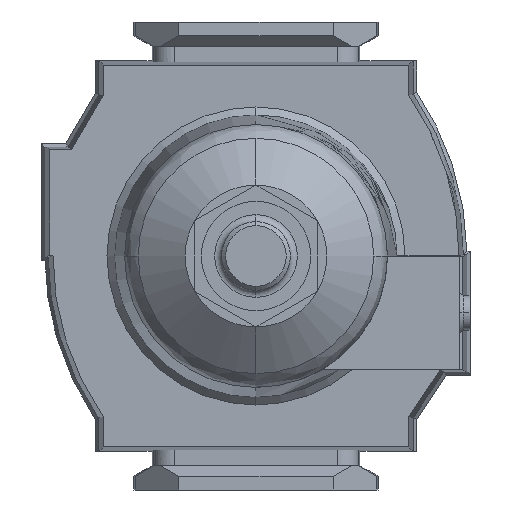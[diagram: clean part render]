
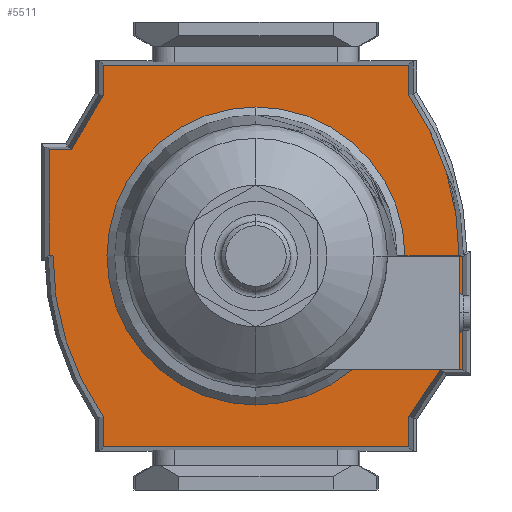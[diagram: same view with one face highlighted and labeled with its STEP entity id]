
A CAD part, front view. The second image highlights one B-rep face of the part: STEP entity #5511.
In plain terms, the highlighted planar face has unit normal (0, -1, 0).
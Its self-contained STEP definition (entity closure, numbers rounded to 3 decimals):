
#295 = DIRECTION ( 'NONE',  ( 0., 0., 1. ) ) ;
#380 = CARTESIAN_POINT ( 'NONE',  ( -0.1, -38.5, -30. ) ) ;
#445 = LINE ( 'NONE', #1314, #532 ) ;
#532 = VECTOR ( 'NONE', #8696, 1000. ) ;
#614 = EDGE_CURVE ( 'NONE', #11375, #9424, #7706, .T. ) ;
#689 = CARTESIAN_POINT ( 'NONE',  ( -15.5, -38.5, -30. ) ) ;
#825 = LINE ( 'NONE', #9894, #2851 ) ;
#912 = AXIS2_PLACEMENT_3D ( 'NONE', #3456, #8080, #11679 ) ;
#942 = ORIENTED_EDGE ( 'NONE', *, *, #4561, .F. ) ;
#1155 = EDGE_CURVE ( 'NONE', #9424, #2862, #5604, .T. ) ;
#1220 = DIRECTION ( 'NONE',  ( 0., 1., 0. ) ) ;
#1272 = CARTESIAN_POINT ( 'NONE',  ( -23.35, -38.5, -22.2 ) ) ;
#1276 = DIRECTION ( 'NONE',  ( 0., 0., 1. ) ) ;
#1300 = CARTESIAN_POINT ( 'NONE',  ( -23.381, -38.5, 22.202 ) ) ;
#1314 = CARTESIAN_POINT ( 'NONE',  ( 0.1, -38.5, 30. ) ) ;
#1473 = VERTEX_POINT ( 'NONE', #1300 ) ;
#1605 = LINE ( 'NONE', #6111, #9544 ) ;
#1680 = DIRECTION ( 'NONE',  ( -1., 0., 0. ) ) ;
#1686 = ORIENTED_EDGE ( 'NONE', *, *, #11318, .F. ) ;
#1695 = CIRCLE ( 'NONE', #2638, 41.1 ) ;
#1709 = VERTEX_POINT ( 'NONE', #7137 ) ;
#1768 = VECTOR ( 'NONE', #5094, 1000. ) ;
#1933 = CARTESIAN_POINT ( 'NONE',  ( -15.502, -38.5, -26.799 ) ) ;
#1949 = EDGE_CURVE ( 'NONE', #8450, #2181, #11057, .T. ) ;
#2050 = EDGE_CURVE ( 'NONE', #11364, #8450, #9229, .T. ) ;
#2118 = EDGE_CURVE ( 'NONE', #8609, #5848, #1695, .T. ) ;
#2174 = AXIS2_PLACEMENT_3D ( 'NONE', #5650, #5761, #9301 ) ;
#2181 = VERTEX_POINT ( 'NONE', #7826 ) ;
#2368 = CARTESIAN_POINT ( 'NONE',  ( 16.5, -38.5, 30.005 ) ) ;
#2434 = DIRECTION ( 'NONE',  ( -1., 0., 0. ) ) ;
#2549 = ORIENTED_EDGE ( 'NONE', *, *, #1949, .F. ) ;
#2555 = CARTESIAN_POINT ( 'NONE',  ( 16.5, -38.5, 26.8 ) ) ;
#2584 = CARTESIAN_POINT ( 'NONE',  ( 0.1, -38.5, 29.5 ) ) ;
#2605 = ORIENTED_EDGE ( 'NONE', *, *, #6452, .F. ) ;
#2638 = AXIS2_PLACEMENT_3D ( 'NONE', #11325, #1220, #1276 ) ;
#2786 = CARTESIAN_POINT ( 'NONE',  ( -27.75, -38.5, 22.2 ) ) ;
#2791 = VERTEX_POINT ( 'NONE', #1272 ) ;
#2828 = ORIENTED_EDGE ( 'NONE', *, *, #8898, .F. ) ;
#2838 = DIRECTION ( 'NONE',  ( 0., 0., 1. ) ) ;
#2851 = VECTOR ( 'NONE', #1680, 1000. ) ;
#2858 = CARTESIAN_POINT ( 'NONE',  ( 16.5, -38.5, 26.8 ) ) ;
#2862 = VERTEX_POINT ( 'NONE', #11596 ) ;
#3040 = VECTOR ( 'NONE', #6051, 1000. ) ;
#3447 = ORIENTED_EDGE ( 'NONE', *, *, #8430, .F. ) ;
#3456 = CARTESIAN_POINT ( 'NONE',  ( -28.86, -38.5, 31.2 ) ) ;
#3552 = CARTESIAN_POINT ( 'NONE',  ( 27.75, -38.5, -22.2 ) ) ;
#3564 = ORIENTED_EDGE ( 'NONE', *, *, #5283, .F. ) ;
#3605 = CARTESIAN_POINT ( 'NONE',  ( -0.1, -38.5, -29.5 ) ) ;
#4215 = EDGE_LOOP ( 'NONE', ( #7531, #6252, #2549, #10978, #6738, #2605, #3564, #2828, #4734, #8462, #5132, #1686, #3447, #7428, #8602, #4758, #942 ) ) ;
#4265 = DIRECTION ( 'NONE',  ( 0., 0., -1. ) ) ;
#4337 = DIRECTION ( 'NONE',  ( 1., 0., 0. ) ) ;
#4345 = VERTEX_POINT ( 'NONE', #3605 ) ;
#4403 = LINE ( 'NONE', #8182, #8608 ) ;
#4509 = CIRCLE ( 'NONE', #2174, 41.1 ) ;
#4561 = EDGE_CURVE ( 'NONE', #1709, #7198, #11007, .T. ) ;
#4658 = CIRCLE ( 'NONE', #6757, 41.1 ) ;
#4734 = ORIENTED_EDGE ( 'NONE', *, *, #9164, .F. ) ;
#4758 = ORIENTED_EDGE ( 'NONE', *, *, #8242, .F. ) ;
#4910 = EDGE_CURVE ( 'NONE', #4345, #11364, #11483, .T. ) ;
#5094 = DIRECTION ( 'NONE',  ( 0.831, 0., -0.557 ) ) ;
#5132 = ORIENTED_EDGE ( 'NONE', *, *, #614, .F. ) ;
#5155 = CARTESIAN_POINT ( 'NONE',  ( -27.75, -38.5, 22.2 ) ) ;
#5283 = EDGE_CURVE ( 'NONE', #10086, #6334, #825, .T. ) ;
#5407 = LINE ( 'NONE', #3552, #5549 ) ;
#5509 = VERTEX_POINT ( 'NONE', #6157 ) ;
#5511 = ADVANCED_FACE ( 'NONE', ( #9100 ), #11569, .T. ) ;
#5529 = DIRECTION ( 'NONE',  ( -0.863, 0., 0.506 ) ) ;
#5549 = VECTOR ( 'NONE', #4265, 1000. ) ;
#5604 = LINE ( 'NONE', #8746, #1768 ) ;
#5650 = CARTESIAN_POINT ( 'NONE',  ( 0., -38.5, -11.6 ) ) ;
#5761 = DIRECTION ( 'NONE',  ( 0., 1., 0. ) ) ;
#5839 = VECTOR ( 'NONE', #8756, 1000. ) ;
#5848 = VERTEX_POINT ( 'NONE', #2584 ) ;
#6051 = DIRECTION ( 'NONE',  ( 0., 0., 1. ) ) ;
#6111 = CARTESIAN_POINT ( 'NONE',  ( -27.75, -38.5, -22.2 ) ) ;
#6157 = CARTESIAN_POINT ( 'NONE',  ( 27.75, -38.5, 22.2 ) ) ;
#6252 = ORIENTED_EDGE ( 'NONE', *, *, #9050, .F. ) ;
#6334 = VERTEX_POINT ( 'NONE', #7231 ) ;
#6364 = CARTESIAN_POINT ( 'NONE',  ( 0.1, -38.5, 30. ) ) ;
#6452 = EDGE_CURVE ( 'NONE', #6334, #4345, #4658, .T. ) ;
#6601 = CARTESIAN_POINT ( 'NONE',  ( -23.35, -38.5, -22.2 ) ) ;
#6738 = ORIENTED_EDGE ( 'NONE', *, *, #4910, .F. ) ;
#6757 = AXIS2_PLACEMENT_3D ( 'NONE', #8564, #11348, #295 ) ;
#6950 = VECTOR ( 'NONE', #10071, 1000. ) ;
#7067 = CARTESIAN_POINT ( 'NONE',  ( 16.5, -38.5, 30.005 ) ) ;
#7137 = CARTESIAN_POINT ( 'NONE',  ( -27.75, -38.5, -22.2 ) ) ;
#7198 = VERTEX_POINT ( 'NONE', #5155 ) ;
#7231 = CARTESIAN_POINT ( 'NONE',  ( 23.383, -38.5, -22.2 ) ) ;
#7428 = ORIENTED_EDGE ( 'NONE', *, *, #2118, .F. ) ;
#7441 = EDGE_CURVE ( 'NONE', #1473, #8609, #4509, .T. ) ;
#7531 = ORIENTED_EDGE ( 'NONE', *, *, #8633, .F. ) ;
#7706 = LINE ( 'NONE', #2858, #6950 ) ;
#7708 = DIRECTION ( 'NONE',  ( -1., 0., 0. ) ) ;
#7789 = DIRECTION ( 'NONE',  ( 1., 0., 0. ) ) ;
#7826 = CARTESIAN_POINT ( 'NONE',  ( -15.502, -38.5, -26.799 ) ) ;
#8030 = VECTOR ( 'NONE', #2838, 1000. ) ;
#8080 = DIRECTION ( 'NONE',  ( 0., -1., 0. ) ) ;
#8087 = CARTESIAN_POINT ( 'NONE',  ( -15.5, -38.5, -30. ) ) ;
#8182 = CARTESIAN_POINT ( 'NONE',  ( -23.381, -38.5, 22.202 ) ) ;
#8242 = EDGE_CURVE ( 'NONE', #7198, #1473, #4403, .T. ) ;
#8347 = CARTESIAN_POINT ( 'NONE',  ( 27.75, -38.5, 22.2 ) ) ;
#8430 = EDGE_CURVE ( 'NONE', #5848, #9148, #445, .T. ) ;
#8450 = VERTEX_POINT ( 'NONE', #689 ) ;
#8462 = ORIENTED_EDGE ( 'NONE', *, *, #1155, .F. ) ;
#8564 = CARTESIAN_POINT ( 'NONE',  ( 0., -38.5, 11.6 ) ) ;
#8582 = VECTOR ( 'NONE', #7708, 1000. ) ;
#8602 = ORIENTED_EDGE ( 'NONE', *, *, #7441, .F. ) ;
#8608 = VECTOR ( 'NONE', #4337, 1000. ) ;
#8609 = VERTEX_POINT ( 'NONE', #11294 ) ;
#8633 = EDGE_CURVE ( 'NONE', #2791, #1709, #1605, .T. ) ;
#8696 = DIRECTION ( 'NONE',  ( 0., 0., 1. ) ) ;
#8729 = CARTESIAN_POINT ( 'NONE',  ( -0.1, -38.5, -30. ) ) ;
#8746 = CARTESIAN_POINT ( 'NONE',  ( 23.362, -38.5, 22.2 ) ) ;
#8756 = DIRECTION ( 'NONE',  ( 0., 0., -1. ) ) ;
#8898 = EDGE_CURVE ( 'NONE', #5509, #10086, #5407, .T. ) ;
#8926 = LINE ( 'NONE', #2368, #10874 ) ;
#9050 = EDGE_CURVE ( 'NONE', #2181, #2791, #11833, .T. ) ;
#9100 = FACE_OUTER_BOUND ( 'NONE', #4215, .T. ) ;
#9129 = LINE ( 'NONE', #8347, #9935 ) ;
#9148 = VERTEX_POINT ( 'NONE', #6364 ) ;
#9164 = EDGE_CURVE ( 'NONE', #2862, #5509, #9129, .T. ) ;
#9192 = DIRECTION ( 'NONE',  ( 1., 0., 0. ) ) ;
#9229 = LINE ( 'NONE', #8087, #8582 ) ;
#9301 = DIRECTION ( 'NONE',  ( 0., 0., 1. ) ) ;
#9403 = CARTESIAN_POINT ( 'NONE',  ( 27.75, -38.5, -22.2 ) ) ;
#9424 = VERTEX_POINT ( 'NONE', #2555 ) ;
#9544 = VECTOR ( 'NONE', #2434, 1000. ) ;
#9894 = CARTESIAN_POINT ( 'NONE',  ( 23.383, -38.5, -22.2 ) ) ;
#9935 = VECTOR ( 'NONE', #9192, 1000. ) ;
#10071 = DIRECTION ( 'NONE',  ( 0., 0., -1. ) ) ;
#10086 = VERTEX_POINT ( 'NONE', #9403 ) ;
#10713 = VECTOR ( 'NONE', #5529, 1000. ) ;
#10874 = VECTOR ( 'NONE', #7789, 1000. ) ;
#10978 = ORIENTED_EDGE ( 'NONE', *, *, #2050, .F. ) ;
#11007 = LINE ( 'NONE', #2786, #3040 ) ;
#11057 = LINE ( 'NONE', #1933, #8030 ) ;
#11294 = CARTESIAN_POINT ( 'NONE',  ( 0., -38.5, 29.5 ) ) ;
#11318 = EDGE_CURVE ( 'NONE', #9148, #11375, #8926, .T. ) ;
#11325 = CARTESIAN_POINT ( 'NONE',  ( 0., -38.5, -11.6 ) ) ;
#11348 = DIRECTION ( 'NONE',  ( 0., 1., 0. ) ) ;
#11364 = VERTEX_POINT ( 'NONE', #8729 ) ;
#11375 = VERTEX_POINT ( 'NONE', #7067 ) ;
#11483 = LINE ( 'NONE', #380, #5839 ) ;
#11569 = PLANE ( 'NONE',  #912 ) ;
#11596 = CARTESIAN_POINT ( 'NONE',  ( 23.362, -38.5, 22.2 ) ) ;
#11679 = DIRECTION ( 'NONE',  ( 0., 0., -1. ) ) ;
#11833 = LINE ( 'NONE', #6601, #10713 ) ;
